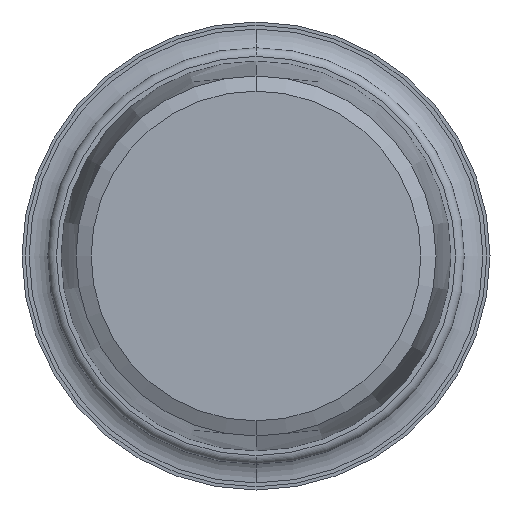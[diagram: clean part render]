
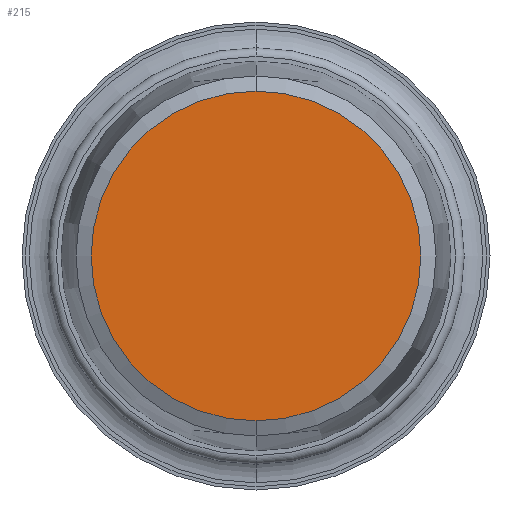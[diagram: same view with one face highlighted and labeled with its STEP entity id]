
A CAD part, front view. The second image highlights one B-rep face of the part: STEP entity #215.
In plain terms, the highlighted planar face has unit normal (0, -1, 0).
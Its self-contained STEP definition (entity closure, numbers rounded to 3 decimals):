
#50 = AXIS2_PLACEMENT_3D ( 'NONE', #378, #766, #635 ) ;
#72 = PLANE ( 'NONE',  #474 ) ;
#161 = AXIS2_PLACEMENT_3D ( 'NONE', #677, #428, #682 ) ;
#169 = VERTEX_POINT ( 'NONE', #511 ) ;
#181 = CARTESIAN_POINT ( 'NONE',  ( 0., 0., 0. ) ) ;
#194 = DIRECTION ( 'NONE',  ( 0., 0., 1. ) ) ;
#203 = CIRCLE ( 'NONE', #161, 458. ) ;
#204 = ORIENTED_EDGE ( 'NONE', *, *, #552, .F. ) ;
#215 = ADVANCED_FACE ( 'NONE', ( #703 ), #72, .F. ) ;
#378 = CARTESIAN_POINT ( 'NONE',  ( 0., 0., 0. ) ) ;
#417 = ORIENTED_EDGE ( 'NONE', *, *, #630, .F. ) ;
#428 = DIRECTION ( 'NONE',  ( 0., 1., 0. ) ) ;
#432 = VERTEX_POINT ( 'NONE', #434 ) ;
#434 = CARTESIAN_POINT ( 'NONE',  ( 0., 0., 458. ) ) ;
#443 = DIRECTION ( 'NONE',  ( 0., 1., 0. ) ) ;
#471 = EDGE_LOOP ( 'NONE', ( #417, #204 ) ) ;
#474 = AXIS2_PLACEMENT_3D ( 'NONE', #181, #443, #194 ) ;
#511 = CARTESIAN_POINT ( 'NONE',  ( 0., 0., -458. ) ) ;
#552 = EDGE_CURVE ( 'NONE', #169, #432, #203, .T. ) ;
#562 = CIRCLE ( 'NONE', #50, 458. ) ;
#630 = EDGE_CURVE ( 'NONE', #432, #169, #562, .T. ) ;
#635 = DIRECTION ( 'NONE',  ( 0., 0., 1. ) ) ;
#677 = CARTESIAN_POINT ( 'NONE',  ( 0., 0., 0. ) ) ;
#682 = DIRECTION ( 'NONE',  ( 0., 0., 1. ) ) ;
#703 = FACE_OUTER_BOUND ( 'NONE', #471, .T. ) ;
#766 = DIRECTION ( 'NONE',  ( 0., 1., 0. ) ) ;
